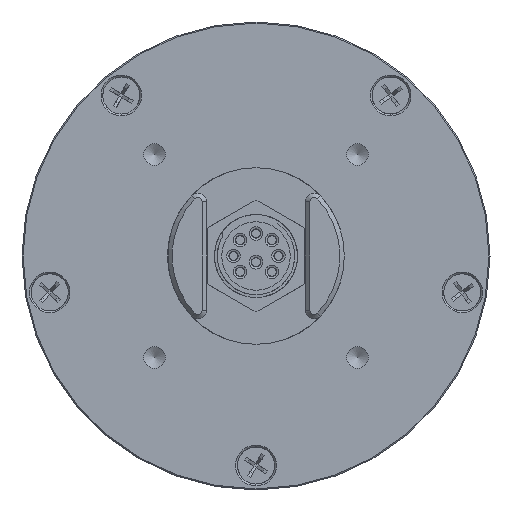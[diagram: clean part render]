
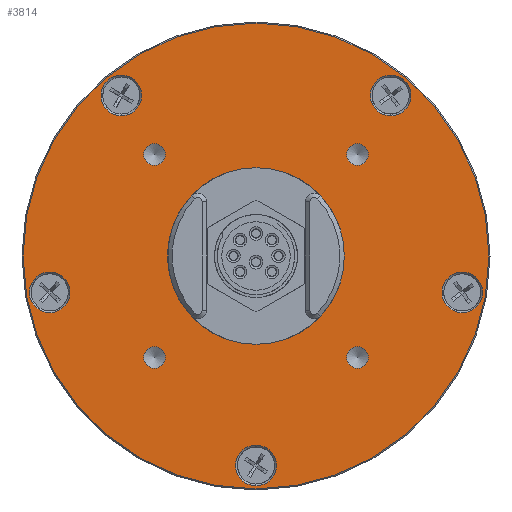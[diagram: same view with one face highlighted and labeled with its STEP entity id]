
A CAD part, front view. The second image highlights one B-rep face of the part: STEP entity #3814.
In plain terms, the highlighted planar face has unit normal (0, -1, 0).
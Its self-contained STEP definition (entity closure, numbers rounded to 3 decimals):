
#45=FACE_BOUND('',#747,.T.);
#46=FACE_BOUND('',#748,.T.);
#47=FACE_BOUND('',#749,.T.);
#48=FACE_BOUND('',#750,.T.);
#49=FACE_BOUND('',#751,.T.);
#50=FACE_BOUND('',#752,.T.);
#51=FACE_BOUND('',#753,.T.);
#52=FACE_BOUND('',#754,.T.);
#53=FACE_BOUND('',#755,.T.);
#54=FACE_BOUND('',#756,.T.);
#126=PLANE('',#4180);
#313=CIRCLE('',#4117,4.6);
#314=CIRCLE('',#4118,4.6);
#317=CIRCLE('',#4122,4.6);
#318=CIRCLE('',#4123,4.6);
#321=CIRCLE('',#4127,4.6);
#322=CIRCLE('',#4128,4.6);
#325=CIRCLE('',#4132,4.6);
#326=CIRCLE('',#4133,4.6);
#329=CIRCLE('',#4137,4.6);
#330=CIRCLE('',#4138,4.6);
#340=CIRCLE('',#4154,20.);
#341=CIRCLE('',#4155,20.);
#348=CIRCLE('',#4174,52.75);
#353=CIRCLE('',#4181,2.459);
#354=CIRCLE('',#4182,2.459);
#355=CIRCLE('',#4183,2.459);
#356=CIRCLE('',#4184,2.459);
#357=CIRCLE('',#4185,2.459);
#358=CIRCLE('',#4186,2.459);
#359=CIRCLE('',#4187,2.459);
#360=CIRCLE('',#4188,2.459);
#509=FACE_OUTER_BOUND('',#746,.T.);
#746=EDGE_LOOP('',(#2853));
#747=EDGE_LOOP('',(#2854,#2855));
#748=EDGE_LOOP('',(#2856,#2857));
#749=EDGE_LOOP('',(#2858,#2859));
#750=EDGE_LOOP('',(#2860,#2861));
#751=EDGE_LOOP('',(#2862,#2863));
#752=EDGE_LOOP('',(#2864,#2865));
#753=EDGE_LOOP('',(#2866,#2867));
#754=EDGE_LOOP('',(#2868,#2869));
#755=EDGE_LOOP('',(#2870,#2871));
#756=EDGE_LOOP('',(#2872,#2873));
#1645=VERTEX_POINT('',#6563);
#1646=VERTEX_POINT('',#6564);
#1649=VERTEX_POINT('',#6573);
#1650=VERTEX_POINT('',#6574);
#1653=VERTEX_POINT('',#6583);
#1654=VERTEX_POINT('',#6584);
#1657=VERTEX_POINT('',#6593);
#1658=VERTEX_POINT('',#6594);
#1661=VERTEX_POINT('',#6603);
#1662=VERTEX_POINT('',#6604);
#1675=VERTEX_POINT('',#6645);
#1676=VERTEX_POINT('',#6647);
#1684=VERTEX_POINT('',#6685);
#1689=VERTEX_POINT('',#6699);
#1690=VERTEX_POINT('',#6700);
#1691=VERTEX_POINT('',#6703);
#1692=VERTEX_POINT('',#6704);
#1693=VERTEX_POINT('',#6707);
#1694=VERTEX_POINT('',#6708);
#1695=VERTEX_POINT('',#6711);
#1696=VERTEX_POINT('',#6712);
#2045=EDGE_CURVE('',#1645,#1646,#313,.T.);
#2046=EDGE_CURVE('',#1646,#1645,#314,.T.);
#2050=EDGE_CURVE('',#1649,#1650,#317,.T.);
#2051=EDGE_CURVE('',#1650,#1649,#318,.T.);
#2055=EDGE_CURVE('',#1653,#1654,#321,.T.);
#2056=EDGE_CURVE('',#1654,#1653,#322,.T.);
#2060=EDGE_CURVE('',#1657,#1658,#325,.T.);
#2061=EDGE_CURVE('',#1658,#1657,#326,.T.);
#2065=EDGE_CURVE('',#1661,#1662,#329,.T.);
#2066=EDGE_CURVE('',#1662,#1661,#330,.T.);
#2088=EDGE_CURVE('',#1675,#1676,#340,.T.);
#2089=EDGE_CURVE('',#1676,#1675,#341,.T.);
#2106=EDGE_CURVE('',#1684,#1684,#348,.T.);
#2113=EDGE_CURVE('',#1689,#1690,#353,.T.);
#2114=EDGE_CURVE('',#1690,#1689,#354,.T.);
#2115=EDGE_CURVE('',#1691,#1692,#355,.T.);
#2116=EDGE_CURVE('',#1692,#1691,#356,.T.);
#2117=EDGE_CURVE('',#1693,#1694,#357,.T.);
#2118=EDGE_CURVE('',#1694,#1693,#358,.T.);
#2119=EDGE_CURVE('',#1695,#1696,#359,.T.);
#2120=EDGE_CURVE('',#1696,#1695,#360,.T.);
#2853=ORIENTED_EDGE('',*,*,#2106,.F.);
#2854=ORIENTED_EDGE('',*,*,#2045,.T.);
#2855=ORIENTED_EDGE('',*,*,#2046,.T.);
#2856=ORIENTED_EDGE('',*,*,#2050,.T.);
#2857=ORIENTED_EDGE('',*,*,#2051,.T.);
#2858=ORIENTED_EDGE('',*,*,#2055,.T.);
#2859=ORIENTED_EDGE('',*,*,#2056,.T.);
#2860=ORIENTED_EDGE('',*,*,#2060,.T.);
#2861=ORIENTED_EDGE('',*,*,#2061,.T.);
#2862=ORIENTED_EDGE('',*,*,#2065,.T.);
#2863=ORIENTED_EDGE('',*,*,#2066,.T.);
#2864=ORIENTED_EDGE('',*,*,#2089,.F.);
#2865=ORIENTED_EDGE('',*,*,#2088,.F.);
#2866=ORIENTED_EDGE('',*,*,#2113,.T.);
#2867=ORIENTED_EDGE('',*,*,#2114,.T.);
#2868=ORIENTED_EDGE('',*,*,#2115,.T.);
#2869=ORIENTED_EDGE('',*,*,#2116,.T.);
#2870=ORIENTED_EDGE('',*,*,#2117,.T.);
#2871=ORIENTED_EDGE('',*,*,#2118,.T.);
#2872=ORIENTED_EDGE('',*,*,#2119,.T.);
#2873=ORIENTED_EDGE('',*,*,#2120,.T.);
#3814=ADVANCED_FACE('',(#509,#45,#46,#47,#48,#49,#50,#51,#52,#53,#54),#126,
 .T.);
#4117=AXIS2_PLACEMENT_3D('',#6565,#4739,#4740);
#4118=AXIS2_PLACEMENT_3D('',#6566,#4741,#4742);
#4122=AXIS2_PLACEMENT_3D('',#6575,#4750,#4751);
#4123=AXIS2_PLACEMENT_3D('',#6576,#4752,#4753);
#4127=AXIS2_PLACEMENT_3D('',#6585,#4761,#4762);
#4128=AXIS2_PLACEMENT_3D('',#6586,#4763,#4764);
#4132=AXIS2_PLACEMENT_3D('',#6595,#4772,#4773);
#4133=AXIS2_PLACEMENT_3D('',#6596,#4774,#4775);
#4137=AXIS2_PLACEMENT_3D('',#6605,#4783,#4784);
#4138=AXIS2_PLACEMENT_3D('',#6606,#4785,#4786);
#4154=AXIS2_PLACEMENT_3D('',#6648,#4829,#4830);
#4155=AXIS2_PLACEMENT_3D('',#6649,#4831,#4832);
#4174=AXIS2_PLACEMENT_3D('',#6686,#4879,#4880);
#4180=AXIS2_PLACEMENT_3D('',#6698,#4893,#4894);
#4181=AXIS2_PLACEMENT_3D('',#6701,#4895,#4896);
#4182=AXIS2_PLACEMENT_3D('',#6702,#4897,#4898);
#4183=AXIS2_PLACEMENT_3D('',#6705,#4899,#4900);
#4184=AXIS2_PLACEMENT_3D('',#6706,#4901,#4902);
#4185=AXIS2_PLACEMENT_3D('',#6709,#4903,#4904);
#4186=AXIS2_PLACEMENT_3D('',#6710,#4905,#4906);
#4187=AXIS2_PLACEMENT_3D('',#6713,#4907,#4908);
#4188=AXIS2_PLACEMENT_3D('',#6714,#4909,#4910);
#4739=DIRECTION('center_axis',(0.,1.,0.));
#4740=DIRECTION('ref_axis',(1.,0.,0.));
#4741=DIRECTION('center_axis',(0.,1.,0.));
#4742=DIRECTION('ref_axis',(1.,0.,0.));
#4750=DIRECTION('center_axis',(0.,1.,0.));
#4751=DIRECTION('ref_axis',(1.,0.,0.));
#4752=DIRECTION('center_axis',(0.,1.,0.));
#4753=DIRECTION('ref_axis',(1.,0.,0.));
#4761=DIRECTION('center_axis',(0.,1.,0.));
#4762=DIRECTION('ref_axis',(1.,0.,0.));
#4763=DIRECTION('center_axis',(0.,1.,0.));
#4764=DIRECTION('ref_axis',(1.,0.,0.));
#4772=DIRECTION('center_axis',(0.,1.,0.));
#4773=DIRECTION('ref_axis',(1.,0.,0.));
#4774=DIRECTION('center_axis',(0.,1.,0.));
#4775=DIRECTION('ref_axis',(1.,0.,0.));
#4783=DIRECTION('center_axis',(0.,1.,0.));
#4784=DIRECTION('ref_axis',(1.,0.,0.));
#4785=DIRECTION('center_axis',(0.,1.,0.));
#4786=DIRECTION('ref_axis',(1.,0.,0.));
#4829=DIRECTION('center_axis',(0.,-1.,0.));
#4830=DIRECTION('ref_axis',(1.,0.,0.));
#4831=DIRECTION('center_axis',(0.,-1.,0.));
#4832=DIRECTION('ref_axis',(1.,0.,0.));
#4879=DIRECTION('center_axis',(0.,1.,0.));
#4880=DIRECTION('ref_axis',(1.,0.,0.));
#4893=DIRECTION('center_axis',(0.,-1.,0.));
#4894=DIRECTION('ref_axis',(0.,0.,-1.));
#4895=DIRECTION('center_axis',(0.,1.,0.));
#4896=DIRECTION('ref_axis',(1.,0.,0.));
#4897=DIRECTION('center_axis',(0.,1.,0.));
#4898=DIRECTION('ref_axis',(1.,0.,0.));
#4899=DIRECTION('center_axis',(0.,1.,0.));
#4900=DIRECTION('ref_axis',(1.,0.,0.));
#4901=DIRECTION('center_axis',(0.,1.,0.));
#4902=DIRECTION('ref_axis',(1.,0.,0.));
#4903=DIRECTION('center_axis',(0.,1.,0.));
#4904=DIRECTION('ref_axis',(1.,0.,0.));
#4905=DIRECTION('center_axis',(0.,1.,0.));
#4906=DIRECTION('ref_axis',(1.,0.,0.));
#4907=DIRECTION('center_axis',(0.,1.,0.));
#4908=DIRECTION('ref_axis',(1.,0.,0.));
#4909=DIRECTION('center_axis',(0.,1.,0.));
#4910=DIRECTION('ref_axis',(1.,0.,0.));
#6563=CARTESIAN_POINT('',(35.1,13.,36.349));
#6564=CARTESIAN_POINT('',(25.9,13.,36.349));
#6565=CARTESIAN_POINT('Origin',(30.5,13.,36.349));
#6566=CARTESIAN_POINT('Origin',(30.5,13.,36.349));
#6573=CARTESIAN_POINT('',(-42.129,13.,-8.24));
#6574=CARTESIAN_POINT('',(-51.329,13.,-8.24));
#6575=CARTESIAN_POINT('Origin',(-46.729,13.,-8.24));
#6576=CARTESIAN_POINT('Origin',(-46.729,13.,-8.24));
#6583=CARTESIAN_POINT('',(4.6,13.,-47.45));
#6584=CARTESIAN_POINT('',(-4.6,13.,-47.45));
#6585=CARTESIAN_POINT('Origin',(0.,13.,-47.45));
#6586=CARTESIAN_POINT('Origin',(0.,13.,-47.45));
#6593=CARTESIAN_POINT('',(-25.9,13.,36.349));
#6594=CARTESIAN_POINT('',(-35.1,13.,36.349));
#6595=CARTESIAN_POINT('Origin',(-30.5,13.,36.349));
#6596=CARTESIAN_POINT('Origin',(-30.5,13.,36.349));
#6603=CARTESIAN_POINT('',(51.329,13.,-8.24));
#6604=CARTESIAN_POINT('',(42.129,13.,-8.24));
#6605=CARTESIAN_POINT('Origin',(46.729,13.,-8.24));
#6606=CARTESIAN_POINT('Origin',(46.729,13.,-8.24));
#6645=CARTESIAN_POINT('',(20.,13.,0.));
#6647=CARTESIAN_POINT('',(-20.,13.,0.));
#6648=CARTESIAN_POINT('Origin',(0.,13.,0.));
#6649=CARTESIAN_POINT('Origin',(0.,13.,0.));
#6685=CARTESIAN_POINT('',(-52.75,13.,0.));
#6686=CARTESIAN_POINT('Origin',(0.,13.,0.));
#6698=CARTESIAN_POINT('Origin',(-20.,13.,0.));
#6699=CARTESIAN_POINT('',(-20.522,13.,-22.981));
#6700=CARTESIAN_POINT('',(-25.439,13.,-22.981));
#6701=CARTESIAN_POINT('Origin',(-22.981,13.,-22.981));
#6702=CARTESIAN_POINT('Origin',(-22.981,13.,-22.981));
#6703=CARTESIAN_POINT('',(25.439,13.,22.981));
#6704=CARTESIAN_POINT('',(20.522,13.,22.981));
#6705=CARTESIAN_POINT('Origin',(22.981,13.,22.981));
#6706=CARTESIAN_POINT('Origin',(22.981,13.,22.981));
#6707=CARTESIAN_POINT('',(-20.522,13.,22.981));
#6708=CARTESIAN_POINT('',(-25.439,13.,22.981));
#6709=CARTESIAN_POINT('Origin',(-22.981,13.,22.981));
#6710=CARTESIAN_POINT('Origin',(-22.981,13.,22.981));
#6711=CARTESIAN_POINT('',(25.439,13.,-22.981));
#6712=CARTESIAN_POINT('',(20.522,13.,-22.981));
#6713=CARTESIAN_POINT('Origin',(22.981,13.,-22.981));
#6714=CARTESIAN_POINT('Origin',(22.981,13.,-22.981));
